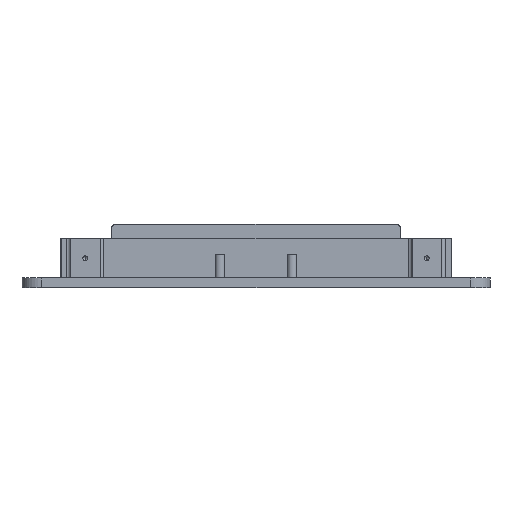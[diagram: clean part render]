
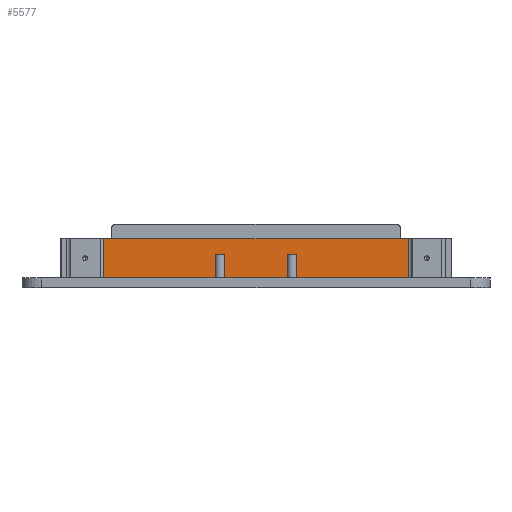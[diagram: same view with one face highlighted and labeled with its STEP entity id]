
A CAD part, front view. The second image highlights one B-rep face of the part: STEP entity #5577.
In plain terms, the highlighted planar face has unit normal (0, -1, 0).
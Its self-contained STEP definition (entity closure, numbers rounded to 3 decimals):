
#24 = CARTESIAN_POINT ( 'NONE',  ( 198., 35., 25. ) ) ;
#408 = LINE ( 'NONE', #4163, #1017 ) ;
#1017 = VECTOR ( 'NONE', #5974, 1000. ) ;
#1279 = LINE ( 'NONE', #5523, #2772 ) ;
#1280 = DIRECTION ( 'NONE',  ( 1., 0., 0. ) ) ;
#1405 = ORIENTED_EDGE ( 'NONE', *, *, #5271, .F. ) ;
#1563 = ORIENTED_EDGE ( 'NONE', *, *, #8011, .T. ) ;
#1766 = LINE ( 'NONE', #4893, #2047 ) ;
#1860 = PLANE ( 'NONE',  #2991 ) ;
#1903 = CARTESIAN_POINT ( 'NONE',  ( 42., 35., 5. ) ) ;
#2047 = VECTOR ( 'NONE', #5594, 1000. ) ;
#2184 = CARTESIAN_POINT ( 'NONE',  ( 42., 35., 25. ) ) ;
#2466 = ORIENTED_EDGE ( 'NONE', *, *, #7032, .T. ) ;
#2479 = EDGE_CURVE ( 'NONE', #2804, #6633, #408, .T. ) ;
#2505 = DIRECTION ( 'NONE',  ( -1., 0., 0. ) ) ;
#2551 = CARTESIAN_POINT ( 'NONE',  ( 25., 35., 25. ) ) ;
#2772 = VECTOR ( 'NONE', #6794, 1000. ) ;
#2804 = VERTEX_POINT ( 'NONE', #5146 ) ;
#2991 = AXIS2_PLACEMENT_3D ( 'NONE', #3797, #6378, #2505 ) ;
#3797 = CARTESIAN_POINT ( 'NONE',  ( 25., 35., 25. ) ) ;
#4163 = CARTESIAN_POINT ( 'NONE',  ( 198., 35., 25. ) ) ;
#4893 = CARTESIAN_POINT ( 'NONE',  ( 25., 35., 5. ) ) ;
#4927 = VECTOR ( 'NONE', #1280, 1000. ) ;
#5146 = CARTESIAN_POINT ( 'NONE',  ( 198., 35., 5. ) ) ;
#5271 = EDGE_CURVE ( 'NONE', #5422, #6633, #8065, .T. ) ;
#5373 = EDGE_LOOP ( 'NONE', ( #1405, #2466, #1563, #7483 ) ) ;
#5422 = VERTEX_POINT ( 'NONE', #2184 ) ;
#5523 = CARTESIAN_POINT ( 'NONE',  ( 42., 35., 5. ) ) ;
#5577 = ADVANCED_FACE ( 'NONE', ( #7976 ), #1860, .F. ) ;
#5594 = DIRECTION ( 'NONE',  ( 1., 0., 0. ) ) ;
#5974 = DIRECTION ( 'NONE',  ( 0., 0., 1. ) ) ;
#6020 = VERTEX_POINT ( 'NONE', #1903 ) ;
#6378 = DIRECTION ( 'NONE',  ( 0., 1., 0. ) ) ;
#6633 = VERTEX_POINT ( 'NONE', #24 ) ;
#6794 = DIRECTION ( 'NONE',  ( 0., 0., -1. ) ) ;
#7032 = EDGE_CURVE ( 'NONE', #5422, #6020, #1279, .T. ) ;
#7483 = ORIENTED_EDGE ( 'NONE', *, *, #2479, .T. ) ;
#7976 = FACE_OUTER_BOUND ( 'NONE', #5373, .T. ) ;
#8011 = EDGE_CURVE ( 'NONE', #6020, #2804, #1766, .T. ) ;
#8065 = LINE ( 'NONE', #2551, #4927 ) ;
